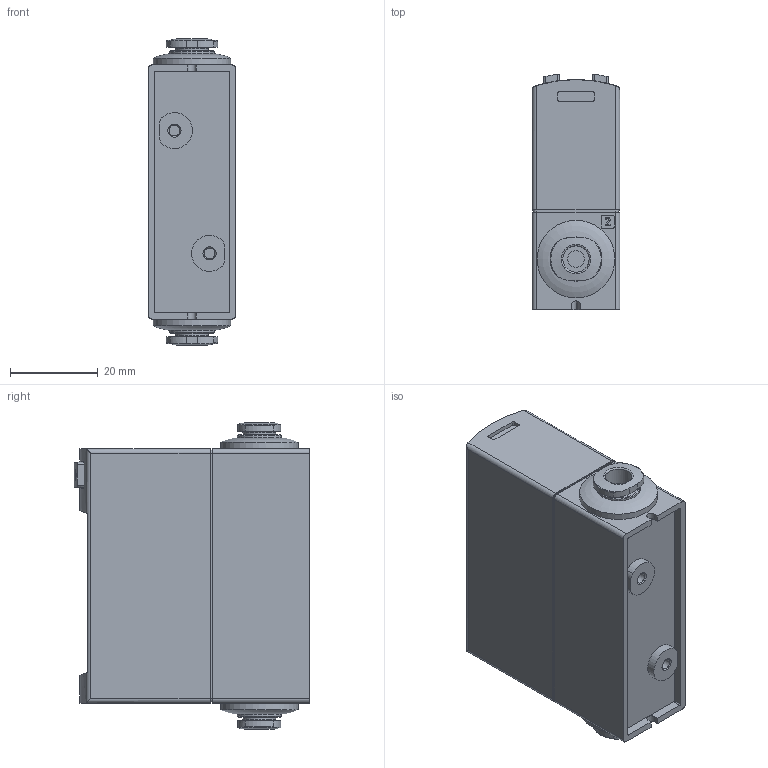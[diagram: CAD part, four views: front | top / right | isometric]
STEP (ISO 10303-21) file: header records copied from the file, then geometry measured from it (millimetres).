
FILE_DESCRIPTION(/* description */ ('STEP AP214'),/* implementation_level */ '2;1');
FILE_NAME(/* name */ '8058467_SFAH-5U-Q6S-PNLK-PNVBA-L1',/* time_stamp */ '2024-09-15T01:30:34+02:00',/* author */ ('License CC BY-ND 4.0'),/* organization */ ('CADENAS'),/* preprocessor_version */ 'ST-DEVELOPER v19.3',/* originating_system */ 'PARTsolutions',/* authorisation */ ' ');
FILE_SCHEMA (('AUTOMOTIVE_DESIGN {1 0 10303 214 3 1 1}'));
Length unit declared in the file: millimetre
Products named in the file (3): 8058467 SFAH-5U-Q6S-PNLK-PNVBA-L1; 8035300 SFAH-5U-Q6S-PNLK-PNVBA-L1_h; 132082 QSPK18-6-100
Assembly tree (3 placements, depth 2):
  8058467 SFAH-5U-Q6S-PNLK-PNVBA-L1
    8035300 SFAH-5U-Q6S-PNLK-PNVBA-L1_h
    132082 QSPK18-6-100  x2
Bounding box: 20 x 53.69 x 69.89 mm (x, y, z)
Volume: 57640.3 mm3; surface area: 15303.1 mm2
Topology: 3 solids, 3 shells, 394 faces, 1014 edges, 667 vertices
Faces by surface type: plane 245, cylinder 126, torus 13, cone 10
Full cylindrical faces by diameter (mm): 2.459 x2, 3.72 x1, 3.8 x2, 4.1 x1, 6 x2, 7.4 x2, 10.08 x2, 13.15 x2, 14 x6, 14.95 x4, 15 x2, 17.7 x2
Entity records: 13412 total; most frequent: CARTESIAN_POINT 2021, DIRECTION 1820, ORIENTED_EDGE 1800, EDGE_CURVE 900, LINE 624, VECTOR 624, VERTEX_POINT 612, AXIS2_PLACEMENT_3D 598
